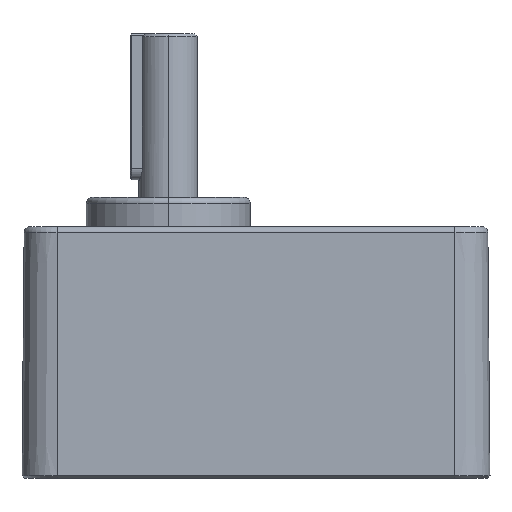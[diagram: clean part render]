
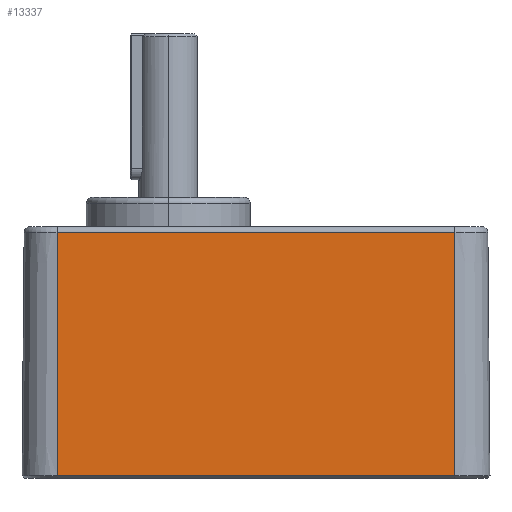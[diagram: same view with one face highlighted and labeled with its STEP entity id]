
A CAD part, left-side view. The second image highlights one B-rep face of the part: STEP entity #13337.
In plain terms, the highlighted face is planar.
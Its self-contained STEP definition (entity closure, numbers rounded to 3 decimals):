
#2610 = CARTESIAN_POINT ( 'NONE',  ( 39.629, 19., -42.509 ) ) ;
#2617 = DIRECTION ( 'NONE',  ( -0.009, 0., -1. ) ) ;
#2618 = DIRECTION ( 'NONE',  ( 1., 0., -0.009 ) ) ;
#2619 = CARTESIAN_POINT ( 'NONE',  ( 40., 19., 0. ) ) ;
#2624 = FACE_OUTER_BOUND ( 'NONE', #13303, .T. ) ;
#2628 = PLANE ( 'NONE',  #2634 ) ;
#2630 = CARTESIAN_POINT ( 'NONE',  ( 39.992, 19., -0.916 ) ) ;
#2634 = AXIS2_PLACEMENT_3D ( 'NONE', #2619, #2618, #2617 ) ;
#2724 = CARTESIAN_POINT ( 'NONE',  ( 40., 19., 0. ) ) ;
#2725 = LINE ( 'NONE', #2724, #2775 ) ;
#2773 = DIRECTION ( 'NONE',  ( 0.009, 0., 1. ) ) ;
#2775 = VECTOR ( 'NONE', #2773, 1000. ) ;
#6527 = CARTESIAN_POINT ( 'NONE',  ( 39.629, 19., -42.509 ) ) ;
#6528 = LINE ( 'NONE', #6527, #6582 ) ;
#6573 = CARTESIAN_POINT ( 'NONE',  ( 39.992, 19., -0.916 ) ) ;
#6574 = LINE ( 'NONE', #6573, #6618 ) ;
#6579 = CARTESIAN_POINT ( 'NONE',  ( 39.992, -49., -0.916 ) ) ;
#6581 = DIRECTION ( 'NONE',  ( 0., 1., 0. ) ) ;
#6582 = VECTOR ( 'NONE', #6581, 1000. ) ;
#6617 = DIRECTION ( 'NONE',  ( 0., -1., 0. ) ) ;
#6618 = VECTOR ( 'NONE', #6617, 1000. ) ;
#6664 = CARTESIAN_POINT ( 'NONE',  ( 39.629, -49., -42.509 ) ) ;
#6712 = DIRECTION ( 'NONE',  ( 0.009, 0., 1. ) ) ;
#6713 = VECTOR ( 'NONE', #6712, 1000. ) ;
#6714 = CARTESIAN_POINT ( 'NONE',  ( 40., -49., 0. ) ) ;
#6715 = LINE ( 'NONE', #6714, #6713 ) ;
#11133 = ORIENTED_EDGE ( 'NONE', *, *, #13667, .T. ) ;
#11263 = ORIENTED_EDGE ( 'NONE', *, *, #19079, .T. ) ;
#13303 = EDGE_LOOP ( 'NONE', ( #11133, #11263, #18970, #18973 ) ) ;
#13307 = VERTEX_POINT ( 'NONE', #2610 ) ;
#13336 = VERTEX_POINT ( 'NONE', #2630 ) ;
#13337 = ADVANCED_FACE ( 'NONE', ( #2624 ), #2628, .T. ) ;
#13667 = EDGE_CURVE ( 'NONE', #13307, #13336, #2725, .T. ) ;
#18970 = ORIENTED_EDGE ( 'NONE', *, *, #19153, .F. ) ;
#18973 = ORIENTED_EDGE ( 'NONE', *, *, #19058, .T. ) ;
#19058 = EDGE_CURVE ( 'NONE', #19149, #13307, #6528, .T. ) ;
#19073 = VERTEX_POINT ( 'NONE', #6579 ) ;
#19079 = EDGE_CURVE ( 'NONE', #13336, #19073, #6574, .T. ) ;
#19149 = VERTEX_POINT ( 'NONE', #6664 ) ;
#19153 = EDGE_CURVE ( 'NONE', #19149, #19073, #6715, .T. ) ;
